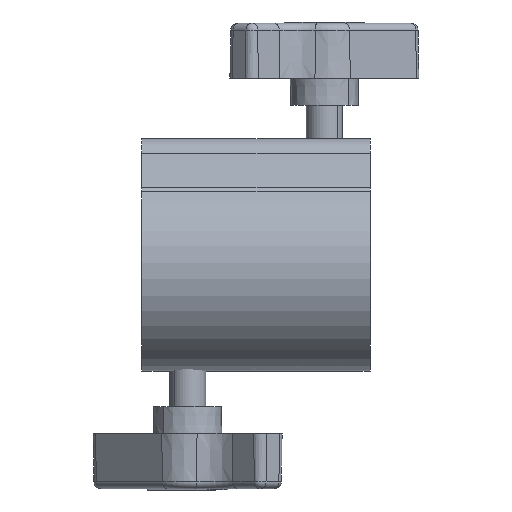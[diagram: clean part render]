
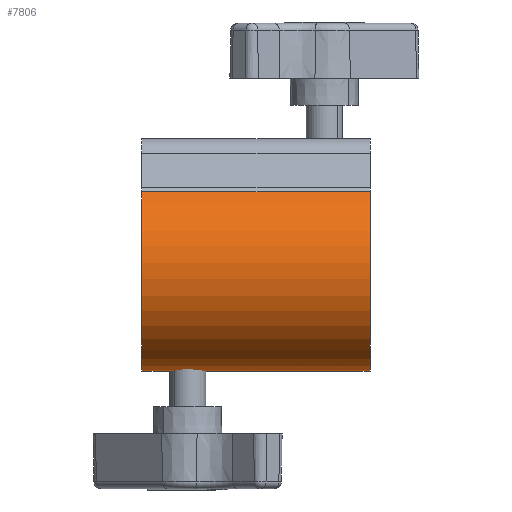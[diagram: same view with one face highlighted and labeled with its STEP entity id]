
A CAD part, left-side view. The second image highlights one B-rep face of the part: STEP entity #7806.
In plain terms, the highlighted cylindrical face has radius 22 mm (diameter 44 mm), a partial arc.
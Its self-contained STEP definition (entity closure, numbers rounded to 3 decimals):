
#184 = CARTESIAN_POINT ( 'NONE',  ( -3.378, 14.554, -21.739 ) ) ;
#1047 = CARTESIAN_POINT ( 'NONE',  ( -2.247, 12.438, -21.886 ) ) ;
#1258 = CARTESIAN_POINT ( 'NONE',  ( -1.506, 11.944, -21.949 ) ) ;
#2184 = CARTESIAN_POINT ( 'NONE',  ( -0.446, 18.378, -21.997 ) ) ;
#2389 = CARTESIAN_POINT ( 'NONE',  ( -3.055, 16.509, -21.787 ) ) ;
#2590 = CARTESIAN_POINT ( 'NONE',  ( -1.097, 18.226, -21.974 ) ) ;
#4243 = VECTOR ( 'NONE', #40585, 1000. ) ;
#4266 = VERTEX_POINT ( 'NONE', #45965 ) ;
#4534 = CYLINDRICAL_SURFACE ( 'NONE', #37957, 22. ) ;
#5269 = LINE ( 'NONE', #57195, #42908 ) ;
#5359 = CARTESIAN_POINT ( 'NONE',  ( -3.291, 14.119, -21.752 ) ) ;
#6038 = CARTESIAN_POINT ( 'NONE',  ( 0., 11.6, -22. ) ) ;
#6409 = CARTESIAN_POINT ( 'NONE',  ( -2.075, 12.298, -21.903 ) ) ;
#6487 = CARTESIAN_POINT ( 'NONE',  ( -3.224, 16.101, -21.763 ) ) ;
#6754 = B_SPLINE_CURVE_WITH_KNOTS ( 'NONE', 3,
 ( #56097, #31985, #2184, #51411, #2590, #21466, #26410, #21877, #12215, #16313, #46233, #31777, #2389, #6487, #56314, #51610, #46631, #26623 ),
 .UNSPECIFIED., .F., .F.,
 ( 4, 2, 2, 2, 2, 2, 2, 2, 4 ),
 ( 0.016, 0.017, 0.017, 0.018, 0.019, 0.019, 0.02, 0.021, 0.021 ),
 .UNSPECIFIED. ) ;
#7739 = CARTESIAN_POINT ( 'NONE',  ( -13.575, 25., 17.312 ) ) ;
#7806 = ADVANCED_FACE ( 'NONE', ( #53753 ), #4534, .T. ) ;
#10503 = VERTEX_POINT ( 'NONE', #26670 ) ;
#12215 = CARTESIAN_POINT ( 'NONE',  ( -2.247, 17.561, -21.886 ) ) ;
#12539 = EDGE_CURVE ( 'NONE', #18498, #57955, #23129, .T. ) ;
#13583 = CARTESIAN_POINT ( 'NONE',  ( 0., 25., -22. ) ) ;
#13591 = AXIS2_PLACEMENT_3D ( 'NONE', #16967, #45820, #60666 ) ;
#15318 = LINE ( 'NONE', #43640, #31483 ) ;
#15601 = CARTESIAN_POINT ( 'NONE',  ( -0.443, 11.622, -21.997 ) ) ;
#16313 = CARTESIAN_POINT ( 'NONE',  ( -2.56, 17.249, -21.851 ) ) ;
#16967 = CARTESIAN_POINT ( 'NONE',  ( 0., -25., 0. ) ) ;
#17268 = LINE ( 'NONE', #7739, #4243 ) ;
#18249 = ORIENTED_EDGE ( 'NONE', *, *, #48251, .T. ) ;
#18498 = VERTEX_POINT ( 'NONE', #13583 ) ;
#19358 = CARTESIAN_POINT ( 'NONE',  ( -13.575, -25., 17.312 ) ) ;
#19462 = ORIENTED_EDGE ( 'NONE', *, *, #52982, .T. ) ;
#20110 = CARTESIAN_POINT ( 'NONE',  ( -3.4, 14.775, -21.736 ) ) ;
#20224 = CARTESIAN_POINT ( 'NONE',  ( 0., 25., 0. ) ) ;
#20348 = AXIS2_PLACEMENT_3D ( 'NONE', #20224, #41527, #45205 ) ;
#20965 = CARTESIAN_POINT ( 'NONE',  ( -0.882, 11.709, -21.983 ) ) ;
#21466 = CARTESIAN_POINT ( 'NONE',  ( -1.508, 18.056, -21.949 ) ) ;
#21797 = B_SPLINE_CURVE_WITH_KNOTS ( 'NONE', 3,
 ( #59064, #20110, #184, #5359, #49618, #54560, #59492, #30001, #55606, #1047, #6409, #31055, #1258, #25476, #20965, #15601, #30204, #45091 ),
 .UNSPECIFIED., .F., .F.,
 ( 4, 2, 2, 2, 2, 2, 2, 2, 4 ),
 ( 0., 0.001, 0.001, 0.002, 0.003, 0.003, 0.004, 0.005, 0.005 ),
 .UNSPECIFIED. ) ;
#21877 = CARTESIAN_POINT ( 'NONE',  ( -2.072, 17.704, -21.903 ) ) ;
#23129 = CIRCLE ( 'NONE', #20348, 22. ) ;
#23599 = ORIENTED_EDGE ( 'NONE', *, *, #24734, .T. ) ;
#24734 = EDGE_CURVE ( 'NONE', #55807, #57955, #17268, .T. ) ;
#25476 = CARTESIAN_POINT ( 'NONE',  ( -1.097, 11.774, -21.974 ) ) ;
#26410 = CARTESIAN_POINT ( 'NONE',  ( -1.703, 17.951, -21.935 ) ) ;
#26623 = CARTESIAN_POINT ( 'NONE',  ( -3.4, 15., -21.736 ) ) ;
#26670 = CARTESIAN_POINT ( 'NONE',  ( 0., -25., -22. ) ) ;
#27193 = EDGE_CURVE ( 'NONE', #27446, #39639, #21797, .T. ) ;
#27446 = VERTEX_POINT ( 'NONE', #48298 ) ;
#30001 = CARTESIAN_POINT ( 'NONE',  ( -2.703, 12.926, -21.834 ) ) ;
#30204 = CARTESIAN_POINT ( 'NONE',  ( -0.222, 11.6, -22. ) ) ;
#31055 = CARTESIAN_POINT ( 'NONE',  ( -1.704, 12.049, -21.935 ) ) ;
#31212 = CARTESIAN_POINT ( 'NONE',  ( 0., 25., 0. ) ) ;
#31483 = VECTOR ( 'NONE', #44270, 1000. ) ;
#31777 = CARTESIAN_POINT ( 'NONE',  ( -2.949, 16.706, -21.802 ) ) ;
#31985 = CARTESIAN_POINT ( 'NONE',  ( -0.225, 18.4, -22. ) ) ;
#32236 = DIRECTION ( 'NONE',  ( 0., -1., 0. ) ) ;
#32596 = EDGE_LOOP ( 'NONE', ( #50073, #19462, #51571, #34715, #61107, #18249, #23599 ) ) ;
#33615 = EDGE_CURVE ( 'NONE', #4266, #27446, #6754, .T. ) ;
#34715 = ORIENTED_EDGE ( 'NONE', *, *, #27193, .T. ) ;
#37957 = AXIS2_PLACEMENT_3D ( 'NONE', #31212, #45244, #40688 ) ;
#39639 = VERTEX_POINT ( 'NONE', #6038 ) ;
#40585 = DIRECTION ( 'NONE',  ( 0., 1., 0. ) ) ;
#40688 = DIRECTION ( 'NONE',  ( 0., 0., -1. ) ) ;
#41527 = DIRECTION ( 'NONE',  ( 0., 1., 0. ) ) ;
#42908 = VECTOR ( 'NONE', #32236, 1000. ) ;
#43640 = CARTESIAN_POINT ( 'NONE',  ( 0., 25., -22. ) ) ;
#44270 = DIRECTION ( 'NONE',  ( 0., -1., 0. ) ) ;
#45091 = CARTESIAN_POINT ( 'NONE',  ( 0., 11.6, -22. ) ) ;
#45205 = DIRECTION ( 'NONE',  ( 0., 0., 1. ) ) ;
#45244 = DIRECTION ( 'NONE',  ( 0., -1., 0. ) ) ;
#45820 = DIRECTION ( 'NONE',  ( 0., 1., 0. ) ) ;
#45965 = CARTESIAN_POINT ( 'NONE',  ( 0., 18.4, -22. ) ) ;
#46233 = CARTESIAN_POINT ( 'NONE',  ( -2.701, 17.078, -21.834 ) ) ;
#46631 = CARTESIAN_POINT ( 'NONE',  ( -3.4, 15.225, -21.736 ) ) ;
#48251 = EDGE_CURVE ( 'NONE', #10503, #55807, #60207, .T. ) ;
#48298 = CARTESIAN_POINT ( 'NONE',  ( -3.4, 15., -21.736 ) ) ;
#49618 = CARTESIAN_POINT ( 'NONE',  ( -3.226, 13.902, -21.762 ) ) ;
#50073 = ORIENTED_EDGE ( 'NONE', *, *, #12539, .F. ) ;
#51411 = CARTESIAN_POINT ( 'NONE',  ( -0.88, 18.292, -21.983 ) ) ;
#51571 = ORIENTED_EDGE ( 'NONE', *, *, #33615, .T. ) ;
#51610 = CARTESIAN_POINT ( 'NONE',  ( -3.378, 15.447, -21.739 ) ) ;
#52982 = EDGE_CURVE ( 'NONE', #18498, #4266, #15318, .T. ) ;
#53753 = FACE_OUTER_BOUND ( 'NONE', #32596, .T. ) ;
#54560 = CARTESIAN_POINT ( 'NONE',  ( -3.055, 13.491, -21.787 ) ) ;
#55606 = CARTESIAN_POINT ( 'NONE',  ( -2.56, 12.751, -21.851 ) ) ;
#55807 = VERTEX_POINT ( 'NONE', #19358 ) ;
#55830 = CARTESIAN_POINT ( 'NONE',  ( -13.575, 25., 17.312 ) ) ;
#55849 = EDGE_CURVE ( 'NONE', #39639, #10503, #5269, .T. ) ;
#56097 = CARTESIAN_POINT ( 'NONE',  ( 0., 18.4, -22. ) ) ;
#56314 = CARTESIAN_POINT ( 'NONE',  ( -3.29, 15.886, -21.753 ) ) ;
#57195 = CARTESIAN_POINT ( 'NONE',  ( 0., 25., -22. ) ) ;
#57955 = VERTEX_POINT ( 'NONE', #55830 ) ;
#59064 = CARTESIAN_POINT ( 'NONE',  ( -3.4, 15., -21.736 ) ) ;
#59492 = CARTESIAN_POINT ( 'NONE',  ( -2.95, 13.295, -21.802 ) ) ;
#60207 = CIRCLE ( 'NONE', #13591, 22. ) ;
#60666 = DIRECTION ( 'NONE',  ( 0., 0., 1. ) ) ;
#61107 = ORIENTED_EDGE ( 'NONE', *, *, #55849, .T. ) ;
